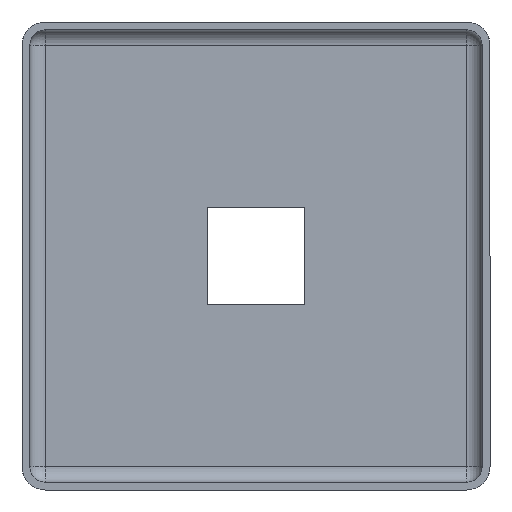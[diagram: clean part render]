
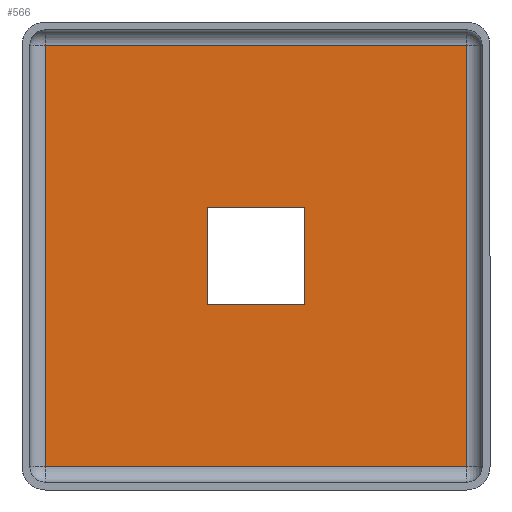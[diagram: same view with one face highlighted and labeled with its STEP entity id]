
A CAD part, left-side view. The second image highlights one B-rep face of the part: STEP entity #566.
In plain terms, the highlighted planar face has unit normal (-1, 0, 0).
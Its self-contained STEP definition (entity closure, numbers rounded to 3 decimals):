
#42 = ORIENTED_EDGE ( 'NONE', *, *, #773, .F. ) ;
#86 = DIRECTION ( 'NONE',  ( 0., 0., -1. ) ) ;
#87 = EDGE_CURVE ( 'NONE', #743, #1007, #186, .T. ) ;
#93 = EDGE_CURVE ( 'NONE', #737, #204, #1049, .T. ) ;
#100 = AXIS2_PLACEMENT_3D ( 'NONE', #229, #662, #997 ) ;
#114 = CARTESIAN_POINT ( 'NONE',  ( 11.5, 27., 27. ) ) ;
#120 = EDGE_LOOP ( 'NONE', ( #42, #728, #614, #222 ) ) ;
#132 = DIRECTION ( 'NONE',  ( 0., 1., 0. ) ) ;
#138 = CARTESIAN_POINT ( 'NONE',  ( 11.5, 27., -27. ) ) ;
#171 = DIRECTION ( 'NONE',  ( 0., -1., 0. ) ) ;
#186 = LINE ( 'NONE', #277, #707 ) ;
#204 = VERTEX_POINT ( 'NONE', #756 ) ;
#222 = ORIENTED_EDGE ( 'NONE', *, *, #1095, .F. ) ;
#224 = EDGE_CURVE ( 'NONE', #978, #882, #1096, .T. ) ;
#229 = CARTESIAN_POINT ( 'NONE',  ( 11.5, 0., 0. ) ) ;
#230 = LINE ( 'NONE', #383, #250 ) ;
#241 = EDGE_CURVE ( 'NONE', #1007, #978, #838, .T. ) ;
#244 = CARTESIAN_POINT ( 'NONE',  ( 11.5, 6.25, 6.25 ) ) ;
#250 = VECTOR ( 'NONE', #799, 1000. ) ;
#265 = VECTOR ( 'NONE', #608, 1000. ) ;
#277 = CARTESIAN_POINT ( 'NONE',  ( 11.5, -27., 0. ) ) ;
#310 = PLANE ( 'NONE',  #100 ) ;
#324 = FACE_BOUND ( 'NONE', #120, .T. ) ;
#331 = DIRECTION ( 'NONE',  ( 0., 0., 1. ) ) ;
#346 = CARTESIAN_POINT ( 'NONE',  ( 11.5, -27., 27. ) ) ;
#383 = CARTESIAN_POINT ( 'NONE',  ( 11.5, -6.25, 6.25 ) ) ;
#395 = VECTOR ( 'NONE', #1107, 1000. ) ;
#413 = VECTOR ( 'NONE', #171, 1000. ) ;
#456 = ORIENTED_EDGE ( 'NONE', *, *, #87, .F. ) ;
#462 = ORIENTED_EDGE ( 'NONE', *, *, #713, .F. ) ;
#479 = VECTOR ( 'NONE', #1121, 1000. ) ;
#493 = CARTESIAN_POINT ( 'NONE',  ( 11.5, 6.25, -6.25 ) ) ;
#558 = EDGE_LOOP ( 'NONE', ( #712, #456, #462, #988 ) ) ;
#566 = ADVANCED_FACE ( 'NONE', ( #324, #987 ), #310, .F. ) ;
#567 = VECTOR ( 'NONE', #132, 1000. ) ;
#588 = CARTESIAN_POINT ( 'NONE',  ( 11.5, -6.25, -6.25 ) ) ;
#591 = LINE ( 'NONE', #244, #479 ) ;
#592 = CARTESIAN_POINT ( 'NONE',  ( 11.5, 6.25, 6.25 ) ) ;
#598 = LINE ( 'NONE', #949, #413 ) ;
#608 = DIRECTION ( 'NONE',  ( 0., 1., 0. ) ) ;
#614 = ORIENTED_EDGE ( 'NONE', *, *, #1016, .F. ) ;
#662 = DIRECTION ( 'NONE',  ( 1., 0., 0. ) ) ;
#666 = CARTESIAN_POINT ( 'NONE',  ( 11.5, 6.25, -6.25 ) ) ;
#688 = VECTOR ( 'NONE', #331, 1000. ) ;
#705 = VERTEX_POINT ( 'NONE', #666 ) ;
#707 = VECTOR ( 'NONE', #86, 1000. ) ;
#712 = ORIENTED_EDGE ( 'NONE', *, *, #241, .F. ) ;
#713 = EDGE_CURVE ( 'NONE', #882, #743, #598, .T. ) ;
#728 = ORIENTED_EDGE ( 'NONE', *, *, #93, .F. ) ;
#737 = VERTEX_POINT ( 'NONE', #1022 ) ;
#743 = VERTEX_POINT ( 'NONE', #346 ) ;
#756 = CARTESIAN_POINT ( 'NONE',  ( 11.5, 6.25, 6.25 ) ) ;
#758 = VERTEX_POINT ( 'NONE', #588 ) ;
#773 = EDGE_CURVE ( 'NONE', #204, #705, #591, .T. ) ;
#799 = DIRECTION ( 'NONE',  ( 0., 0., 1. ) ) ;
#838 = LINE ( 'NONE', #891, #567 ) ;
#839 = LINE ( 'NONE', #493, #395 ) ;
#882 = VERTEX_POINT ( 'NONE', #114 ) ;
#891 = CARTESIAN_POINT ( 'NONE',  ( 11.5, 0., -27. ) ) ;
#949 = CARTESIAN_POINT ( 'NONE',  ( 11.5, 0., 27. ) ) ;
#978 = VERTEX_POINT ( 'NONE', #138 ) ;
#987 = FACE_OUTER_BOUND ( 'NONE', #558, .T. ) ;
#988 = ORIENTED_EDGE ( 'NONE', *, *, #224, .F. ) ;
#997 = DIRECTION ( 'NONE',  ( 0., 0., -1. ) ) ;
#1007 = VERTEX_POINT ( 'NONE', #1078 ) ;
#1008 = CARTESIAN_POINT ( 'NONE',  ( 11.5, 27., 0. ) ) ;
#1016 = EDGE_CURVE ( 'NONE', #758, #737, #230, .T. ) ;
#1022 = CARTESIAN_POINT ( 'NONE',  ( 11.5, -6.25, 6.25 ) ) ;
#1049 = LINE ( 'NONE', #592, #265 ) ;
#1078 = CARTESIAN_POINT ( 'NONE',  ( 11.5, -27., -27. ) ) ;
#1095 = EDGE_CURVE ( 'NONE', #705, #758, #839, .T. ) ;
#1096 = LINE ( 'NONE', #1008, #688 ) ;
#1107 = DIRECTION ( 'NONE',  ( 0., -1., 0. ) ) ;
#1121 = DIRECTION ( 'NONE',  ( 0., 0., -1. ) ) ;
